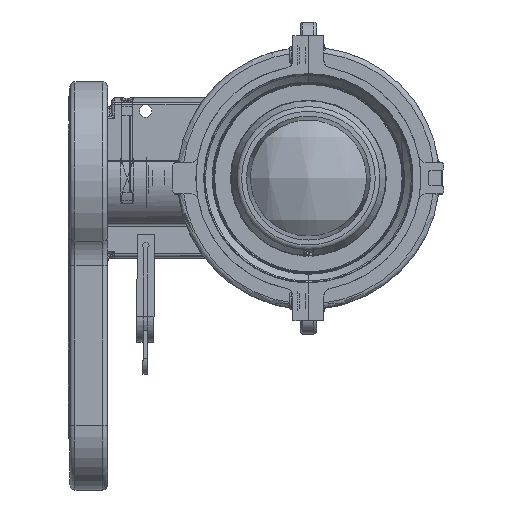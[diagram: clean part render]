
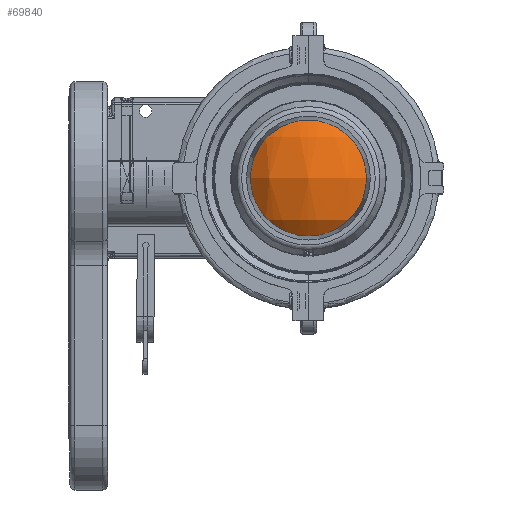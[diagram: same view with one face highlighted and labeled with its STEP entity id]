
A CAD part, left-side view. The second image highlights one B-rep face of the part: STEP entity #69840.
In plain terms, the highlighted free-form (B-spline) face has degree [2, 2] with [3, 9] control points.
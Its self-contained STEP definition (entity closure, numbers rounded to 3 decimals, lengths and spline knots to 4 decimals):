
#91=(
BOUNDED_SURFACE()
B_SPLINE_SURFACE(2,2,((#126219,#126220,#126221,#126222,#126223,#126224,
#126225,#126226,#126227),(#126228,#126229,#126230,#126231,#126232,#126233,
#126234,#126235,#126236),(#126237,#126238,#126239,#126240,#126241,#126242,
#126243,#126244,#126245)),.UNSPECIFIED.,.F.,.T.,.F.)
B_SPLINE_SURFACE_WITH_KNOTS((3,3),(3,2,2,2,3),(-3.9167,-2.3665),
(0.,1.5708,3.1416,4.7124,6.2832),
 .UNSPECIFIED.)
GEOMETRIC_REPRESENTATION_ITEM()
RATIONAL_B_SPLINE_SURFACE(((1.,0.707,1.,0.707,1.,
0.707,1.,0.707,1.),(0.714,0.505,
0.714,0.505,0.714,0.505,
0.714,0.505,0.714),(1.,0.707,
1.,0.707,1.,0.707,1.,0.707,1.)))
REPRESENTATION_ITEM('')
SURFACE()
);
#744=ELLIPSE('',#74527,1.235,1.2326);
#2759=FACE_BOUND('',#13448,.T.);
#5798=CIRCLE('',#74524,0.8822);
#5801=CIRCLE('',#74528,0.8822);
#9447=FACE_OUTER_BOUND('',#13447,.T.);
#13447=EDGE_LOOP('',(#58015,#58016,#58017,#58018));
#13448=EDGE_LOOP('',(#58019,#58020,#58021,#58022));
#16626=B_SPLINE_CURVE_WITH_KNOTS('',3,(#126251,#126252,#126253,#126254,
#126255,#126256,#126257,#126258,#126259,#126260,#126261,#126262,#126263,
#126264,#126265,#126266,#126267,#126268),.UNSPECIFIED.,.F.,.F.,(4,2,2,2,
2,2,2,2,4),(0.0519,0.6203,1.0847,1.1236,
1.1626,1.2408,1.3978,1.7186,2.1159),
 .UNSPECIFIED.);
#16627=B_SPLINE_CURVE_WITH_KNOTS('',3,(#126270,#126271,#126272,#126273,
#126274,#126275,#126276,#126277),.UNSPECIFIED.,.F.,.F.,(4,2,2,4),(0.2078,
1.1653,2.2613,3.1496),.UNSPECIFIED.);
#16628=B_SPLINE_CURVE_WITH_KNOTS('',3,(#126279,#126280,#126281,#126282,
#126283,#126284,#126285,#126286,#126287,#126288,#126289,#126290,#126291,
#126292,#126293,#126294,#126295,#126296),.UNSPECIFIED.,.F.,.F.,(4,2,2,2,
2,2,2,2,4),(0.0519,0.6203,1.0847,1.1236,
1.1626,1.2408,1.3978,1.7186,2.1159),
 .UNSPECIFIED.);
#16629=B_SPLINE_CURVE_WITH_KNOTS('',3,(#126297,#126298,#126299,#126300,
#126301,#126302,#126303,#126304),.UNSPECIFIED.,.F.,.F.,(4,2,2,4),(0.2078,
1.1653,2.2613,3.1496),.UNSPECIFIED.);
#32884=VERTEX_POINT('',#126214);
#32886=VERTEX_POINT('',#126246);
#32887=VERTEX_POINT('',#126249);
#32888=VERTEX_POINT('',#126250);
#32889=VERTEX_POINT('',#126269);
#32890=VERTEX_POINT('',#126278);
#41779=EDGE_CURVE('',#32884,#32884,#5798,.T.);
#41782=EDGE_CURVE('',#32884,#32886,#744,.T.);
#41783=EDGE_CURVE('',#32886,#32886,#5801,.T.);
#41784=EDGE_CURVE('',#32887,#32888,#16626,.T.);
#41785=EDGE_CURVE('',#32889,#32887,#16627,.T.);
#41786=EDGE_CURVE('',#32890,#32889,#16628,.T.);
#41787=EDGE_CURVE('',#32888,#32890,#16629,.T.);
#58015=ORIENTED_EDGE('',*,*,#41782,.T.);
#58016=ORIENTED_EDGE('',*,*,#41783,.T.);
#58017=ORIENTED_EDGE('',*,*,#41782,.F.);
#58018=ORIENTED_EDGE('',*,*,#41779,.F.);
#58019=ORIENTED_EDGE('',*,*,#41784,.F.);
#58020=ORIENTED_EDGE('',*,*,#41785,.F.);
#58021=ORIENTED_EDGE('',*,*,#41786,.F.);
#58022=ORIENTED_EDGE('',*,*,#41787,.F.);
#69840=ADVANCED_FACE('',(#9447,#2759),#91,.F.);
#74524=AXIS2_PLACEMENT_3D('',#126215,#86064,#86065);
#74527=AXIS2_PLACEMENT_3D('',#126247,#86070,#86071);
#74528=AXIS2_PLACEMENT_3D('',#126248,#86072,#86073);
#86064=DIRECTION('center_axis',(-1.,0.,0.));
#86065=DIRECTION('ref_axis',(0.,0.,1.));
#86070=DIRECTION('center_axis',(0.,-1.,0.));
#86071=DIRECTION('ref_axis',(0.,0.,1.));
#86072=DIRECTION('center_axis',(-1.,0.,0.));
#86073=DIRECTION('ref_axis',(0.,0.,1.));
#126214=CARTESIAN_POINT('',(-0.8626,0.,-0.8822));
#126215=CARTESIAN_POINT('Origin',(-0.8626,0.,0.));
#126219=CARTESIAN_POINT('Ctrl Pts',(0.8626,0.,-0.8822));
#126220=CARTESIAN_POINT('Ctrl Pts',(0.8626,-0.8822,
-0.8822));
#126221=CARTESIAN_POINT('Ctrl Pts',(0.8626,-0.8822,
0.));
#126222=CARTESIAN_POINT('Ctrl Pts',(0.8626,-0.8822,
0.8822));
#126223=CARTESIAN_POINT('Ctrl Pts',(0.8626,0.,0.8822));
#126224=CARTESIAN_POINT('Ctrl Pts',(0.8626,0.8822,
0.8822));
#126225=CARTESIAN_POINT('Ctrl Pts',(0.8626,0.8822,
0.));
#126226=CARTESIAN_POINT('Ctrl Pts',(0.8626,0.8822,
-0.8822));
#126227=CARTESIAN_POINT('Ctrl Pts',(0.8626,0.,-0.8822));
#126228=CARTESIAN_POINT('Ctrl Pts',(0.,0.,-1.7289));
#126229=CARTESIAN_POINT('Ctrl Pts',(0.,-1.7289,
-1.7289));
#126230=CARTESIAN_POINT('Ctrl Pts',(0.,-1.7289,
0.));
#126231=CARTESIAN_POINT('Ctrl Pts',(0.,-1.7289,
1.7289));
#126232=CARTESIAN_POINT('Ctrl Pts',(0.,0.,1.7289));
#126233=CARTESIAN_POINT('Ctrl Pts',(0.,1.7289,
1.7289));
#126234=CARTESIAN_POINT('Ctrl Pts',(0.,1.7289,
0.));
#126235=CARTESIAN_POINT('Ctrl Pts',(0.,1.7289,
-1.7289));
#126236=CARTESIAN_POINT('Ctrl Pts',(0.,0.,-1.7289));
#126237=CARTESIAN_POINT('Ctrl Pts',(-0.8626,0.,-0.8822));
#126238=CARTESIAN_POINT('Ctrl Pts',(-0.8626,-0.8822,
-0.8822));
#126239=CARTESIAN_POINT('Ctrl Pts',(-0.8626,-0.8822,
0.));
#126240=CARTESIAN_POINT('Ctrl Pts',(-0.8626,-0.8822,
0.8822));
#126241=CARTESIAN_POINT('Ctrl Pts',(-0.8626,0.,0.8822));
#126242=CARTESIAN_POINT('Ctrl Pts',(-0.8626,0.8822,
0.8822));
#126243=CARTESIAN_POINT('Ctrl Pts',(-0.8626,0.8822,
0.));
#126244=CARTESIAN_POINT('Ctrl Pts',(-0.8626,0.8822,
-0.8822));
#126245=CARTESIAN_POINT('Ctrl Pts',(-0.8626,0.,-0.8822));
#126246=CARTESIAN_POINT('',(0.8626,0.,-0.8822));
#126247=CARTESIAN_POINT('Origin',(0.,0.,0.));
#126248=CARTESIAN_POINT('Origin',(0.8626,0.,0.));
#126249=CARTESIAN_POINT('',(0.3813,1.0353,-0.5543));
#126250=CARTESIAN_POINT('',(-0.3813,1.0353,-0.5543));
#126251=CARTESIAN_POINT('Ctrl Pts',(0.3813,1.0353,
-0.5543));
#126252=CARTESIAN_POINT('Ctrl Pts',(0.3201,1.0353,
-0.5967));
#126253=CARTESIAN_POINT('Ctrl Pts',(0.2521,1.0353,
-0.6286));
#126254=CARTESIAN_POINT('Ctrl Pts',(0.1216,1.0353,
-0.665));
#126255=CARTESIAN_POINT('Ctrl Pts',(0.0609,1.0353,
-0.6733));
#126256=CARTESIAN_POINT('Ctrl Pts',(-0.0051,1.0353,
-0.6733));
#126257=CARTESIAN_POINT('Ctrl Pts',(-0.0102,1.0353,
-0.6733));
#126258=CARTESIAN_POINT('Ctrl Pts',(-0.0205,1.0353,
-0.6731));
#126259=CARTESIAN_POINT('Ctrl Pts',(-0.0256,1.0353,
-0.6729));
#126260=CARTESIAN_POINT('Ctrl Pts',(-0.0409,1.0353,
-0.6722));
#126261=CARTESIAN_POINT('Ctrl Pts',(-0.0512,1.0353,
-0.6715));
#126262=CARTESIAN_POINT('Ctrl Pts',(-0.0819,1.0353,
-0.6686));
#126263=CARTESIAN_POINT('Ctrl Pts',(-0.1023,1.0353,
-0.6658));
#126264=CARTESIAN_POINT('Ctrl Pts',(-0.164,1.0353,
-0.6543));
#126265=CARTESIAN_POINT('Ctrl Pts',(-0.2045,1.0353,
-0.6428));
#126266=CARTESIAN_POINT('Ctrl Pts',(-0.2923,1.0353,
-0.6085));
#126267=CARTESIAN_POINT('Ctrl Pts',(-0.3385,1.0353,
-0.584));
#126268=CARTESIAN_POINT('Ctrl Pts',(-0.3813,1.0353,
-0.5543));
#126269=CARTESIAN_POINT('',(0.3813,1.0353,0.5543));
#126270=CARTESIAN_POINT('Ctrl Pts',(0.3813,1.0353,
0.5543));
#126271=CARTESIAN_POINT('Ctrl Pts',(0.3813,1.0945,
0.4439));
#126272=CARTESIAN_POINT('Ctrl Pts',(0.3813,1.1357,
0.3245));
#126273=CARTESIAN_POINT('Ctrl Pts',(0.3813,1.1817,0.0589));
#126274=CARTESIAN_POINT('Ctrl Pts',(0.3813,1.18,
-0.0861));
#126275=CARTESIAN_POINT('Ctrl Pts',(0.3813,1.1297,
-0.3416));
#126276=CARTESIAN_POINT('Ctrl Pts',(0.3813,1.0902,
-0.4518));
#126277=CARTESIAN_POINT('Ctrl Pts',(0.3813,1.0353,
-0.5543));
#126278=CARTESIAN_POINT('',(-0.3813,1.0353,0.5543));
#126279=CARTESIAN_POINT('Ctrl Pts',(-0.3813,1.0353,
0.5543));
#126280=CARTESIAN_POINT('Ctrl Pts',(-0.3201,1.0353,
0.5967));
#126281=CARTESIAN_POINT('Ctrl Pts',(-0.2521,1.0353,
0.6286));
#126282=CARTESIAN_POINT('Ctrl Pts',(-0.1216,1.0353,
0.665));
#126283=CARTESIAN_POINT('Ctrl Pts',(-0.0609,1.0353,
0.6733));
#126284=CARTESIAN_POINT('Ctrl Pts',(0.0051,1.0353,
0.6733));
#126285=CARTESIAN_POINT('Ctrl Pts',(0.0102,1.0353,
0.6733));
#126286=CARTESIAN_POINT('Ctrl Pts',(0.0205,1.0353,
0.6731));
#126287=CARTESIAN_POINT('Ctrl Pts',(0.0256,1.0353,
0.6729));
#126288=CARTESIAN_POINT('Ctrl Pts',(0.0409,1.0353,
0.6722));
#126289=CARTESIAN_POINT('Ctrl Pts',(0.0512,1.0353,
0.6715));
#126290=CARTESIAN_POINT('Ctrl Pts',(0.0819,1.0353,
0.6686));
#126291=CARTESIAN_POINT('Ctrl Pts',(0.1023,1.0353,
0.6658));
#126292=CARTESIAN_POINT('Ctrl Pts',(0.164,1.0353,
0.6543));
#126293=CARTESIAN_POINT('Ctrl Pts',(0.2045,1.0353,
0.6428));
#126294=CARTESIAN_POINT('Ctrl Pts',(0.2923,1.0353,
0.6085));
#126295=CARTESIAN_POINT('Ctrl Pts',(0.3385,1.0353,
0.584));
#126296=CARTESIAN_POINT('Ctrl Pts',(0.3813,1.0353,
0.5543));
#126297=CARTESIAN_POINT('Ctrl Pts',(-0.3813,1.0353,
-0.5543));
#126298=CARTESIAN_POINT('Ctrl Pts',(-0.3813,1.0945,
-0.4439));
#126299=CARTESIAN_POINT('Ctrl Pts',(-0.3813,1.1357,
-0.3245));
#126300=CARTESIAN_POINT('Ctrl Pts',(-0.3813,1.1817,
-0.0589));
#126301=CARTESIAN_POINT('Ctrl Pts',(-0.3813,1.18,
0.0861));
#126302=CARTESIAN_POINT('Ctrl Pts',(-0.3813,1.1297,
0.3416));
#126303=CARTESIAN_POINT('Ctrl Pts',(-0.3813,1.0902,
0.4518));
#126304=CARTESIAN_POINT('Ctrl Pts',(-0.3813,1.0353,
0.5543));
